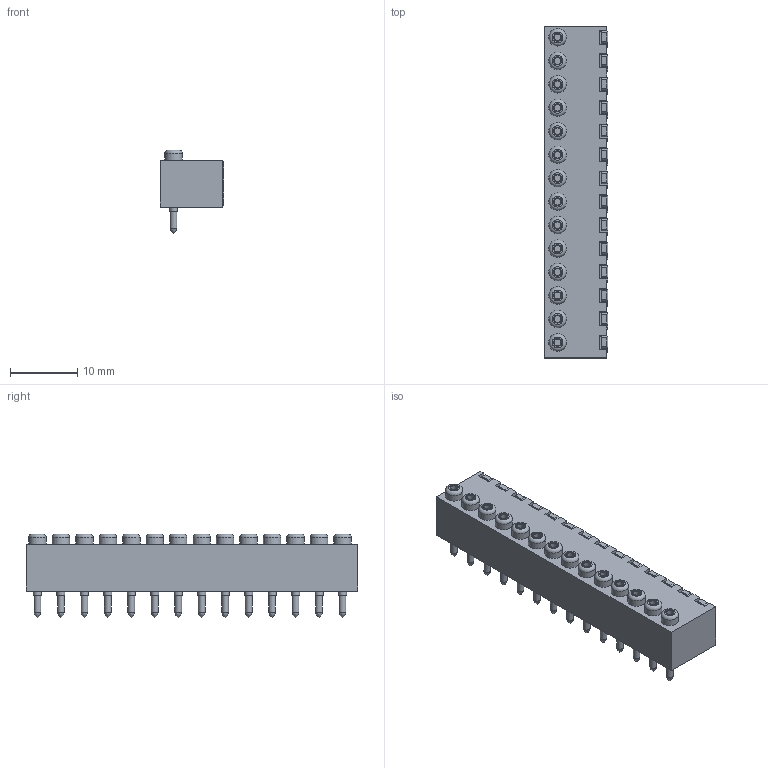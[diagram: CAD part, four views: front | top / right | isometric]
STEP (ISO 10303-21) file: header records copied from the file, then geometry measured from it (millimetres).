
FILE_DESCRIPTION(/* description */ (''),/* implementation_level */ '2;1');
FILE_NAME(/* name */ 'pxc_1928880_02_FK-MPT-0-5-14-3-5-H_3D v2.step',/* time_stamp */ '2019-09-17T23:11:44+03:00',/* author */ (''),/* organization */ (''),/* preprocessor_version */ 'ST-DEVELOPER v18',/* originating_system */ 'Autodesk Translation Framework v8.6.0.1094',/* authorisation */ '');
FILE_SCHEMA (('AUTOMOTIVE_DESIGN { 1 0 10303 214 3 1 1 }'));
Length unit declared in the file: millimetre
Products named in the file (2): pxc_1928880_02_FK-MPT-0-5-14-3-5-H_3D; fk-mpt_0.5-14-3
Assembly tree (1 placements, depth 2):
  pxc_1928880_02_FK-MPT-0-5-14-3-5-H_3D
    fk-mpt_0.5-14-3
Bounding box: 9.5 x 49.5 x 12.5 mm (x, y, z)
Volume: 2897.7 mm3; surface area: 3655.1 mm2
Topology: 1 solids, 1 shells, 909 faces, 2530 edges, 1697 vertices
Faces by surface type: plane 667, cylinder 172, cone 28, torus 14, bspline 14, sphere 14
Full cylindrical faces by diameter (mm): 0.457 x1, 1 x28, 1.2 x14, 2.6 x14
Entity records: 33943 total; most frequent: CARTESIAN_POINT 9367, ORIENTED_EDGE 5032, DIRECTION 4743, EDGE_CURVE 2516, LINE 1833, VECTOR 1833, VERTEX_POINT 1697, AXIS2_PLACEMENT_3D 1455
